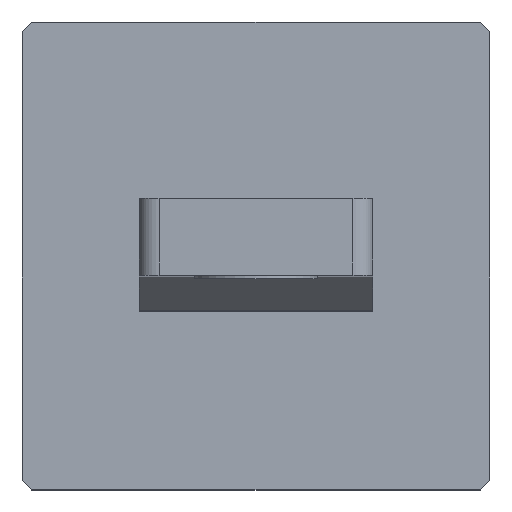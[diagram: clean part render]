
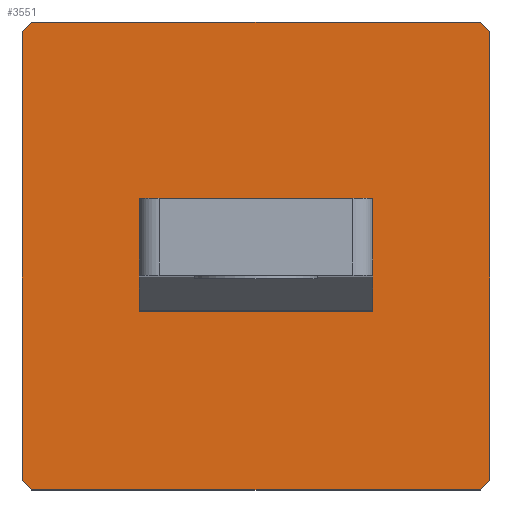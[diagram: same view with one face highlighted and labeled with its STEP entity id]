
A CAD part, top view. The second image highlights one B-rep face of the part: STEP entity #3551.
In plain terms, the highlighted planar face has unit normal (0, 0, 1).
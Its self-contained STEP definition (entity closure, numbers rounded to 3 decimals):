
#34=DIRECTION('',(1.,0.,0.));
#35=VECTOR('',#34,35.);
#36=CARTESIAN_POINT('',(-17.5,-8.25,0.));
#37=LINE('',#36,#35);
#58=DIRECTION('',(0.,1.,0.));
#59=VECTOR('',#58,16.5);
#60=CARTESIAN_POINT('',(-17.5,-8.25,0.));
#61=LINE('',#60,#59);
#74=CARTESIAN_POINT('',(0.,0.,0.));
#75=DIRECTION('',(0.,0.,1.));
#76=DIRECTION('',(0.722,0.692,0.));
#77=AXIS2_PLACEMENT_3D('',#74,#75,#76);
#79=DIRECTION('',(0.,1.,0.));
#80=VECTOR('',#79,67.149);
#81=CARTESIAN_POINT('',(35.,-33.575,0.));
#82=LINE('',#81,#80);
#83=CARTESIAN_POINT('',(0.,0.,0.));
#84=DIRECTION('',(0.,0.,1.));
#85=DIRECTION('',(0.692,-0.722,0.));
#86=AXIS2_PLACEMENT_3D('',#83,#84,#85);
#88=DIRECTION('',(1.,0.,0.));
#89=VECTOR('',#88,67.149);
#90=CARTESIAN_POINT('',(-33.575,-35.,0.));
#91=LINE('',#90,#89);
#92=CARTESIAN_POINT('',(0.,0.,0.));
#93=DIRECTION('',(0.,0.,1.));
#94=DIRECTION('',(-0.722,-0.692,0.));
#95=AXIS2_PLACEMENT_3D('',#92,#93,#94);
#97=DIRECTION('',(0.,-1.,0.));
#98=VECTOR('',#97,67.149);
#99=CARTESIAN_POINT('',(-35.,33.575,0.));
#100=LINE('',#99,#98);
#101=CARTESIAN_POINT('',(0.,0.,0.));
#102=DIRECTION('',(0.,0.,1.));
#103=DIRECTION('',(-0.692,0.722,0.));
#104=AXIS2_PLACEMENT_3D('',#101,#102,#103);
#106=DIRECTION('',(-1.,0.,0.));
#107=VECTOR('',#106,67.149);
#108=CARTESIAN_POINT('',(33.575,35.,0.));
#109=LINE('',#108,#107);
#2077=DIRECTION('',(0.,1.,0.));
#2078=VECTOR('',#2077,16.5);
#2079=CARTESIAN_POINT('',(17.5,-8.25,0.));
#2080=LINE('',#2079,#2078);
#2129=DIRECTION('',(1.,0.,0.));
#2130=VECTOR('',#2129,35.);
#2131=CARTESIAN_POINT('',(-17.5,8.25,0.));
#2132=LINE('',#2131,#2130);
#2953=CARTESIAN_POINT('',(35.,33.575,0.));
#2954=CARTESIAN_POINT('',(33.575,35.,0.));
#2955=VERTEX_POINT('',#2953);
#2956=VERTEX_POINT('',#2954);
#2957=CARTESIAN_POINT('',(-33.575,35.,0.));
#2958=CARTESIAN_POINT('',(-35.,33.575,0.));
#2959=VERTEX_POINT('',#2957);
#2960=VERTEX_POINT('',#2958);
#2961=CARTESIAN_POINT('',(-35.,-33.575,0.));
#2962=CARTESIAN_POINT('',(-33.575,-35.,0.));
#2963=VERTEX_POINT('',#2961);
#2964=VERTEX_POINT('',#2962);
#2965=CARTESIAN_POINT('',(33.575,-35.,0.));
#2966=CARTESIAN_POINT('',(35.,-33.575,0.));
#2967=VERTEX_POINT('',#2965);
#2968=VERTEX_POINT('',#2966);
#3009=CARTESIAN_POINT('',(-17.5,-8.25,0.));
#3010=CARTESIAN_POINT('',(17.5,-8.25,0.));
#3011=VERTEX_POINT('',#3009);
#3012=VERTEX_POINT('',#3010);
#3013=CARTESIAN_POINT('',(-17.5,8.25,0.));
#3014=CARTESIAN_POINT('',(17.5,8.25,0.));
#3015=VERTEX_POINT('',#3013);
#3016=VERTEX_POINT('',#3014);
#3520=CARTESIAN_POINT('',(0.,0.,0.));
#3521=DIRECTION('',(0.,0.,1.));
#3522=DIRECTION('',(-1.,0.,0.));
#3523=AXIS2_PLACEMENT_3D('',#3520,#3521,#3522);
#3524=PLANE('',#3523);
#3526=ORIENTED_EDGE('',*,*,#3525,.F.);
#3528=ORIENTED_EDGE('',*,*,#3527,.F.);
#3530=ORIENTED_EDGE('',*,*,#3529,.F.);
#3532=ORIENTED_EDGE('',*,*,#3531,.F.);
#3534=ORIENTED_EDGE('',*,*,#3533,.F.);
#3536=ORIENTED_EDGE('',*,*,#3535,.F.);
#3538=ORIENTED_EDGE('',*,*,#3537,.F.);
#3540=ORIENTED_EDGE('',*,*,#3539,.F.);
#3541=EDGE_LOOP('',(#3526,#3528,#3530,#3532,#3534,#3536,#3538,#3540));
#3542=FACE_OUTER_BOUND('',#3541,.F.);
#3543=ORIENTED_EDGE('',*,*,#3470,.T.);
#3545=ORIENTED_EDGE('',*,*,#3544,.T.);
#3547=ORIENTED_EDGE('',*,*,#3546,.F.);
#3548=ORIENTED_EDGE('',*,*,#3499,.F.);
#3549=EDGE_LOOP('',(#3543,#3545,#3547,#3548));
#3550=FACE_BOUND('',#3549,.F.);
#3551=ADVANCED_FACE('',(#3542,#3550),#3524,.T.);
#78=CIRCLE('',#77,48.5);
#87=CIRCLE('',#86,48.5);
#96=CIRCLE('',#95,48.5);
#105=CIRCLE('',#104,48.5);
#3470=EDGE_CURVE('',#3011,#3012,#37,.T.);
#3499=EDGE_CURVE('',#3011,#3015,#61,.T.);
#3525=EDGE_CURVE('',#2955,#2956,#78,.T.);
#3527=EDGE_CURVE('',#2968,#2955,#82,.T.);
#3529=EDGE_CURVE('',#2967,#2968,#87,.T.);
#3531=EDGE_CURVE('',#2964,#2967,#91,.T.);
#3533=EDGE_CURVE('',#2963,#2964,#96,.T.);
#3535=EDGE_CURVE('',#2960,#2963,#100,.T.);
#3537=EDGE_CURVE('',#2959,#2960,#105,.T.);
#3539=EDGE_CURVE('',#2956,#2959,#109,.T.);
#3544=EDGE_CURVE('',#3012,#3016,#2080,.T.);
#3546=EDGE_CURVE('',#3015,#3016,#2132,.T.);
